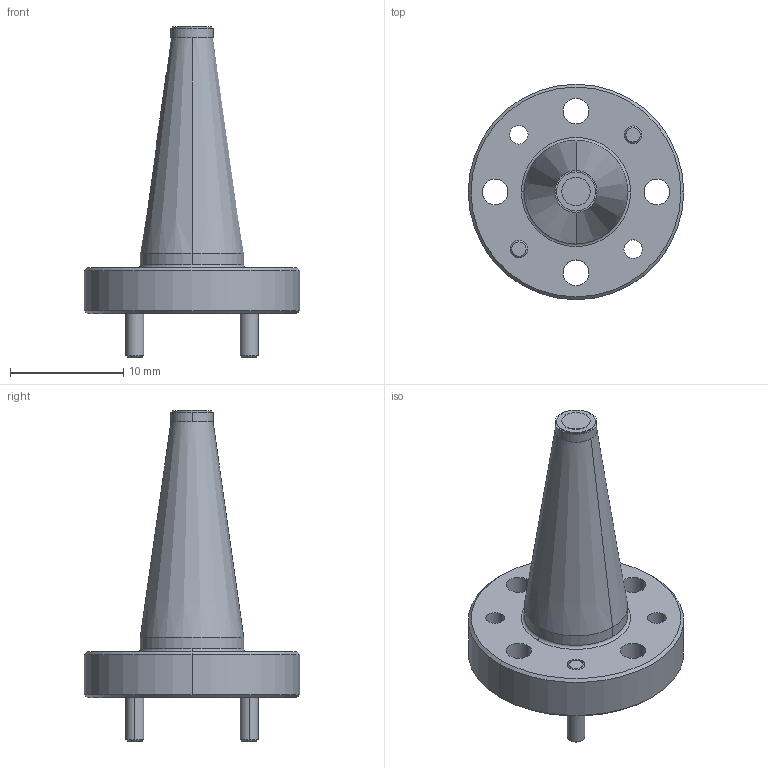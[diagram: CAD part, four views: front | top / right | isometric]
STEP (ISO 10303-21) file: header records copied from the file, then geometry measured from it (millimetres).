
FILE_DESCRIPTION (( 'STEP AP203' ), '1' );
FILE_NAME ('AH-C0310-039-A.STEP', '2025-08-15T23:34:12', ( '' ), ( '' ), 'SwSTEP 2.0', 'SolidWorks 2021', '' );
FILE_SCHEMA (( 'CONFIG_CONTROL_DESIGN' ));
Length unit declared in the file: inch
Products named in the file (1): AH-C0310-039-A
Bounding box: 19.05 x 19.05 x 29.27 mm (x, y, z)
Volume: 1741.5 mm3; surface area: 1442.3 mm2
Topology: 3 solids, 3 shells, 86 faces, 200 edges, 126 vertices
Faces by surface type: cylinder 46, cone 22, plane 16, torus 2
Entity records: 2603 total; most frequent: DIRECTION 502, CARTESIAN_POINT 413, ORIENTED_EDGE 400, AXIS2_PLACEMENT_3D 215, EDGE_CURVE 200, CIRCLE 128, VERTEX_POINT 126, EDGE_LOOP 108
